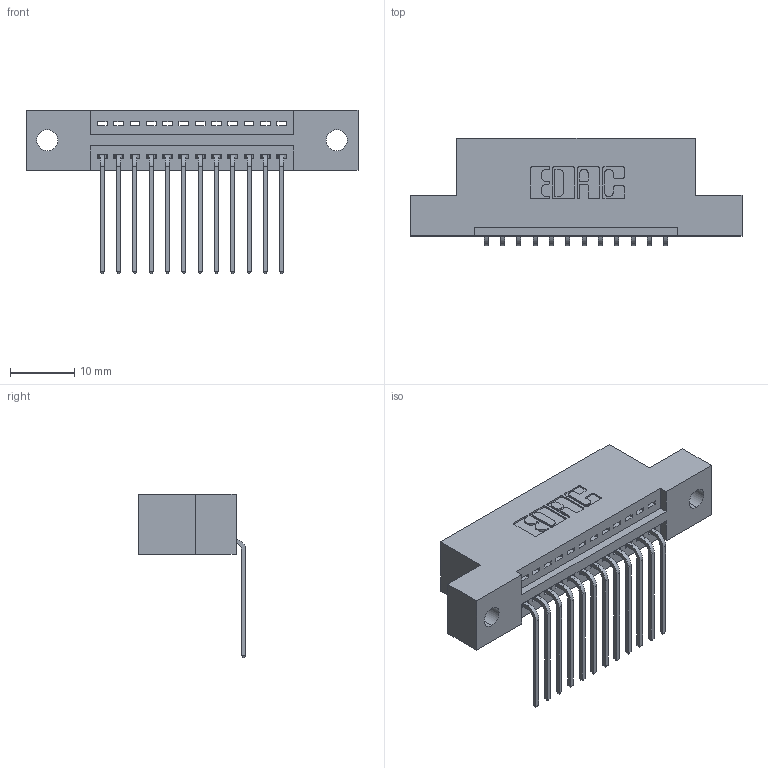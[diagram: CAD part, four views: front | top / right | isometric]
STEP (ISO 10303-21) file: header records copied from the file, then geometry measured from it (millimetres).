
FILE_DESCRIPTION (( 'STEP AP203' ), '1' );
FILE_NAME ('345-012-559-102.STEP', '2019-10-04T02:33:37', ( '' ), ( '' ), 'SwSTEP 2.0', 'SolidWorks 2016', '' );
FILE_SCHEMA (( 'CONFIG_CONTROL_DESIGN' ));
Length unit declared in the file: inch
Products named in the file (3): 345-012-559-102; 345-292-001_558 559 Tail - 1; 345 Part_Flush Mounting Lugs - 0.128 Dia
Assembly tree (13 placements, depth 2):
  345-012-559-102
    345 Part_Flush Mounting Lugs - 0.128 Dia
    345-292-001_558 559 Tail - 1  x12
Bounding box: 51.69 x 16.75 x 25.53 mm (x, y, z)
Volume: 4667 mm3; surface area: 5757.8 mm2
Topology: 13 solids, 13 shells, 846 faces, 2525 edges, 1666 vertices
Faces by surface type: plane 584, cylinder 262
Entity records: 13157 total; most frequent: CARTESIAN_POINT 2288, ORIENTED_EDGE 2234, DIRECTION 2041, EDGE_CURVE 1117, VECTOR 937, LINE 937, VERTEX_POINT 742, AXIS2_PLACEMENT_3D 552
